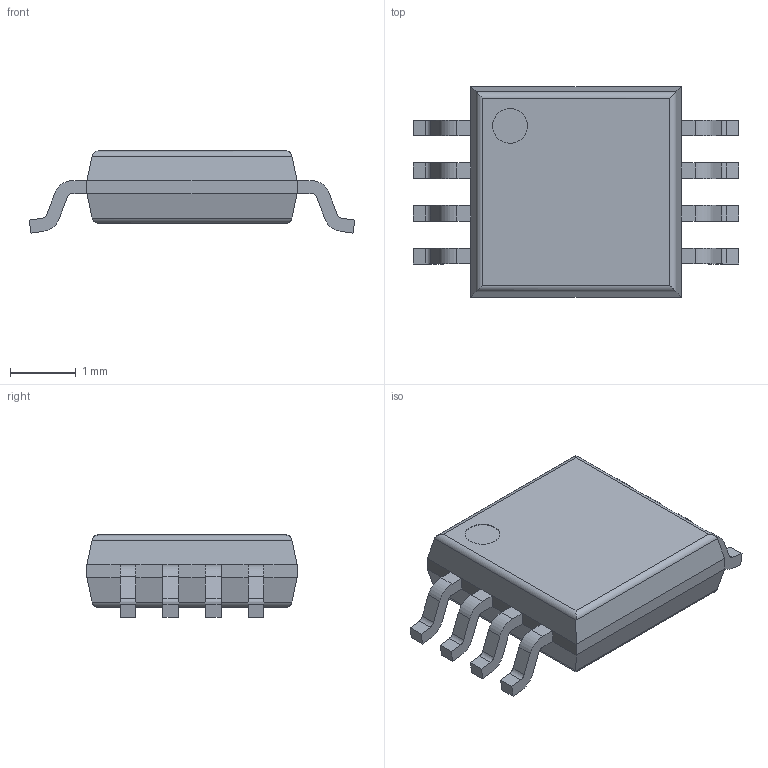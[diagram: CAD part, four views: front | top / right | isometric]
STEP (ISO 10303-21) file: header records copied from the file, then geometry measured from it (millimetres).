
FILE_DESCRIPTION(('FreeCAD Model'),'2;1');
FILE_NAME('User Library-IPC SO.step', '2019-07-31T15:17:57',('kicad StepUp'),('ksu MCAD'), 'Open CASCADE STEP processor 7.3','FreeCAD','Unknown');
FILE_SCHEMA(('AUTOMOTIVE_DESIGN { 1 0 10303 214 1 1 1 1 }'));
Length unit declared in the file: millimetre
Products named in the file (1): User_Library-IPC_SO
Bounding box: 4.96 x 3.2 x 1.25 mm (x, y, z)
Volume: 11.2 mm3; surface area: 39.9 mm2
Topology: 1 solids, 1 shells, 137 faces, 354 edges, 220 vertices
Faces by surface type: plane 95, cylinder 42
Entity records: 5065 total; most frequent: CARTESIAN_POINT 736, ORIENTED_EDGE 708, DIRECTION 690, EDGE_CURVE 354, LINE 278, VECTOR 278, VERTEX_POINT 220, AXIS2_PLACEMENT_3D 206
